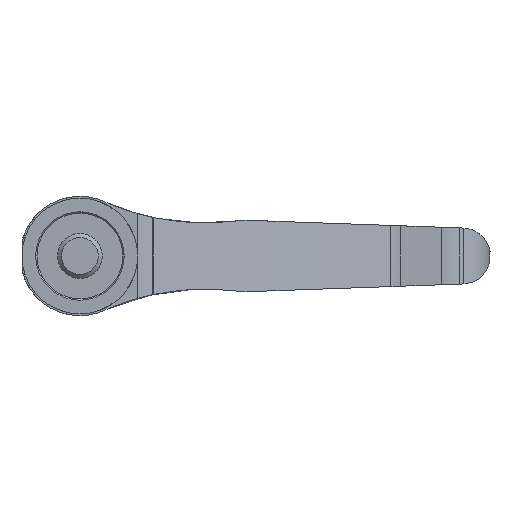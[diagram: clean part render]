
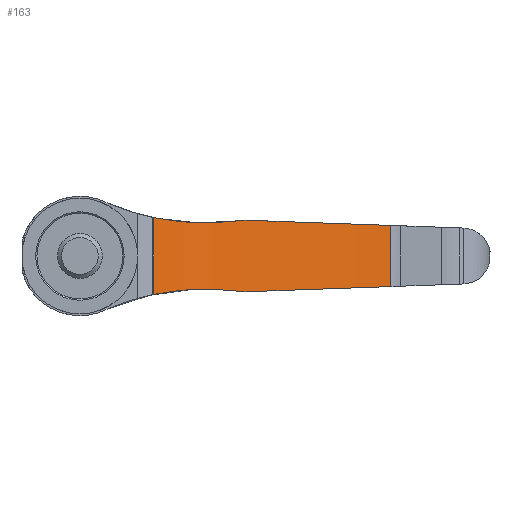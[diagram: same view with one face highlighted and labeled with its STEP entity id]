
A CAD part, front view. The second image highlights one B-rep face of the part: STEP entity #163.
In plain terms, the highlighted cylindrical face has radius 289.16 mm (diameter 578.32 mm), a partial arc.
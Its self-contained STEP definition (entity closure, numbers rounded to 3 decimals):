
#163 = ADVANCED_FACE( '', ( #342 ), #343, .F. );
#342 = FACE_OUTER_BOUND( '', #536, .T. );
#343 = CYLINDRICAL_SURFACE( '', #537, 289.16 );
#536 = EDGE_LOOP( '', ( #967, #968, #969, #970, #971, #972, #973, #974 ) );
#537 = AXIS2_PLACEMENT_3D( '', #975, #976, #977 );
#967 = ORIENTED_EDGE( '', *, *, #1150, .T. );
#968 = ORIENTED_EDGE( '', *, *, #1223, .F. );
#969 = ORIENTED_EDGE( '', *, *, #1245, .T. );
#970 = ORIENTED_EDGE( '', *, *, #1181, .T. );
#971 = ORIENTED_EDGE( '', *, *, #1104, .F. );
#972 = ORIENTED_EDGE( '', *, *, #1233, .T. );
#973 = ORIENTED_EDGE( '', *, *, #1121, .T. );
#974 = ORIENTED_EDGE( '', *, *, #1201, .F. );
#975 = CARTESIAN_POINT( '', ( 152.317, -223.239, 32. ) );
#976 = DIRECTION( '', ( 0., 0., 1. ) );
#977 = DIRECTION( '', ( -1., 0., 0. ) );
#1104 = EDGE_CURVE( '', #1306, #1308, #1309, .T. );
#1121 = EDGE_CURVE( '', #1335, #1336, #1337, .T. );
#1150 = EDGE_CURVE( '', #1385, #1383, #1386, .T. );
#1181 = EDGE_CURVE( '', #1434, #1308, #1435, .F. );
#1201 = EDGE_CURVE( '', #1385, #1336, #1464, .T. );
#1223 = EDGE_CURVE( '', #1493, #1383, #1495, .T. );
#1233 = EDGE_CURVE( '', #1306, #1335, #1507, .F. );
#1245 = EDGE_CURVE( '', #1493, #1434, #1521, .T. );
#1306 = VERTEX_POINT( '', #1598 );
#1308 = VERTEX_POINT( '', #1600 );
#1309 = LINE( '', #1601, #1602 );
#1335 = VERTEX_POINT( '', #1632 );
#1336 = VERTEX_POINT( '', #1633 );
#1337 = B_SPLINE_CURVE_WITH_KNOTS( '', 3, ( #1634, #1635, #1636, #1637 ), .UNSPECIFIED., .F., .F., ( 4, 4 ), ( 0., 0.002 ), .UNSPECIFIED. );
#1383 = VERTEX_POINT( '', #1694 );
#1385 = VERTEX_POINT( '', #1699 );
#1386 = LINE( '', #1700, #1701 );
#1434 = VERTEX_POINT( '', #1813 );
#1435 = ELLIPSE( '', #1814, 289.347, 289.16 );
#1464 = B_SPLINE_CURVE_WITH_KNOTS( '', 3, ( #1849, #1850, #1851, #1852, #1853, #1854 ), .UNSPECIFIED., .F., .F., ( 4, 2, 4 ), ( 0., 0.013, 0.025 ), .UNSPECIFIED. );
#1493 = VERTEX_POINT( '', #2092 );
#1495 = B_SPLINE_CURVE_WITH_KNOTS( '', 3, ( #2095, #2096, #2097, #2098, #2099, #2100 ), .UNSPECIFIED., .F., .F., ( 4, 2, 4 ), ( 0., 0.013, 0.025 ), .UNSPECIFIED. );
#1507 = ELLIPSE( '', #2119, 289.347, 289.16 );
#1521 = B_SPLINE_CURVE_WITH_KNOTS( '', 3, ( #2135, #2136, #2137, #2138 ), .UNSPECIFIED., .F., .F., ( 4, 4 ), ( 0., 0.002 ), .UNSPECIFIED. );
#1598 = CARTESIAN_POINT( '', ( 83.209, 57.542, 8.194 ) );
#1600 = CARTESIAN_POINT( '', ( 83.209, 57.542, -8.194 ) );
#1601 = CARTESIAN_POINT( '', ( 83.209, 57.542, 32. ) );
#1602 = VECTOR( '', #2239, 1000. );
#1632 = CARTESIAN_POINT( '', ( 45.114, 45.315, 9.564 ) );
#1633 = CARTESIAN_POINT( '', ( 42.804, 44.381, 9.45 ) );
#1634 = CARTESIAN_POINT( '', ( 45.114, 45.315, 9.564 ) );
#1635 = CARTESIAN_POINT( '', ( 44.34, 45.006, 9.592 ) );
#1636 = CARTESIAN_POINT( '', ( 43.57, 44.694, 9.554 ) );
#1637 = CARTESIAN_POINT( '', ( 42.804, 44.381, 9.45 ) );
#1694 = CARTESIAN_POINT( '', ( 19.824, 33.781, -10.293 ) );
#1699 = CARTESIAN_POINT( '', ( 19.824, 33.781, 10.293 ) );
#1700 = CARTESIAN_POINT( '', ( 19.824, 33.781, 32. ) );
#1701 = VECTOR( '', #2312, 1000. );
#1813 = CARTESIAN_POINT( '', ( 45.114, 45.315, -9.564 ) );
#1814 = AXIS2_PLACEMENT_3D( '', #2353, #2354, #2355 );
#1849 = CARTESIAN_POINT( '', ( 19.824, 33.781, 10.293 ) );
#1850 = CARTESIAN_POINT( '', ( 23.558, 35.706, 9.505 ) );
#1851 = CARTESIAN_POINT( '', ( 27.339, 37.552, 9.036 ) );
#1852 = CARTESIAN_POINT( '', ( 34.998, 41.086, 8.743 ) );
#1853 = CARTESIAN_POINT( '', ( 38.876, 42.774, 8.918 ) );
#1854 = CARTESIAN_POINT( '', ( 42.804, 44.381, 9.45 ) );
#2092 = CARTESIAN_POINT( '', ( 42.804, 44.381, -9.45 ) );
#2095 = CARTESIAN_POINT( '', ( 42.804, 44.381, -9.45 ) );
#2096 = CARTESIAN_POINT( '', ( 38.876, 42.774, -8.918 ) );
#2097 = CARTESIAN_POINT( '', ( 34.998, 41.086, -8.743 ) );
#2098 = CARTESIAN_POINT( '', ( 27.339, 37.552, -9.036 ) );
#2099 = CARTESIAN_POINT( '', ( 23.558, 35.706, -9.505 ) );
#2100 = CARTESIAN_POINT( '', ( 19.824, 33.781, -10.293 ) );
#2119 = AXIS2_PLACEMENT_3D( '', #2406, #2407, #2408 );
#2135 = CARTESIAN_POINT( '', ( 42.804, 44.381, -9.45 ) );
#2136 = CARTESIAN_POINT( '', ( 43.57, 44.694, -9.554 ) );
#2137 = CARTESIAN_POINT( '', ( 44.34, 45.006, -9.592 ) );
#2138 = CARTESIAN_POINT( '', ( 45.114, 45.315, -9.564 ) );
#2239 = DIRECTION( '', ( 0., 0., -1. ) );
#2312 = DIRECTION( '', ( 0., 0., -1. ) );
#2353 = CARTESIAN_POINT( '', ( 152.317, -223.239, -5.708 ) );
#2354 = DIRECTION( '', ( -0.036, 0., 0.999 ) );
#2355 = DIRECTION( '', ( -0.999, 0., -0.036 ) );
#2406 = CARTESIAN_POINT( '', ( 152.317, -223.239, 5.708 ) );
#2407 = DIRECTION( '', ( -0.036, 0., -0.999 ) );
#2408 = DIRECTION( '', ( 0.999, 0., -0.036 ) );
